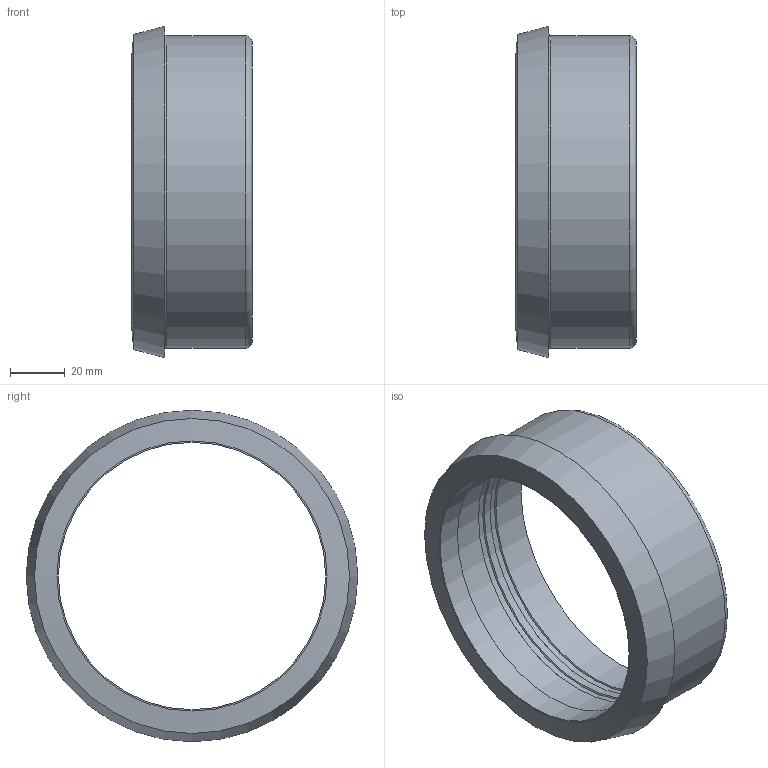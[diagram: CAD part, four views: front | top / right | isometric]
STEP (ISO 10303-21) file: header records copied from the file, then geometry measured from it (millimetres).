
FILE_DESCRIPTION((''),'2;1');
FILE_NAME('10601400X.stp','2010-08-04T09:45:46',('thilbrands'),(''),'Autodesk Inventor 2008','Autodesk Inventor 2008','');
FILE_SCHEMA(('AUTOMOTIVE_DESIGN { 1 0 10303 214 1 1 1 1 }'));
Length unit declared in the file: millimetre
Products named in the file (1): 106011001
Bounding box: 44 x 121 x 121 mm (x, y, z)
Volume: 102360.1 mm3; surface area: 36551.1 mm2
Topology: 1 solids, 1 shells, 21 faces, 38 edges, 21 vertices
Faces by surface type: cylinder 7, cone 6, plane 4, bspline 3, torus 1
Full cylindrical faces by diameter (mm): 97.6 x1, 101.9 x3, 102.9 x2, 114 x1
Entity records: 574 total; most frequent: CARTESIAN_POINT 196, DIRECTION 80, ORIENTED_EDGE 42, EDGE_LOOP 42, AXIS2_PLACEMENT_3D 40, VERTEX_POINT 21, CIRCLE 21, EDGE_CURVE 21
